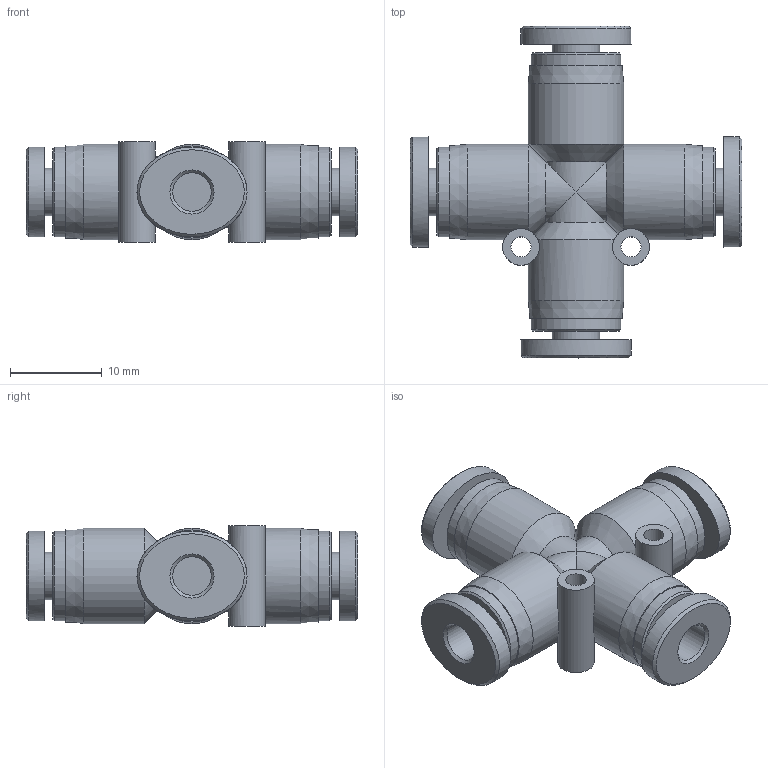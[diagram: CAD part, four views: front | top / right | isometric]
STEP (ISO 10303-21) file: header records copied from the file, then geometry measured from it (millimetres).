
FILE_DESCRIPTION((''),'2;1');
FILE_NAME('PZA 5_32.stp','2016-10-17T16:35:09',('Administrator'),(''),'Autodesk Inventor 2013','Autodesk Inventor 2013','');
FILE_SCHEMA(('CONFIG_CONTROL_DESIGN'));
Length unit declared in the file: millimetre
Products named in the file (3): PZA 5_32; NZA 04 BODY; SLEEVE N5_32L
Assembly tree (5 placements, depth 2):
  PZA 5_32
    NZA 04 BODY
    SLEEVE N5_32L  x4
Bounding box: 36.2 x 36.2 x 11 mm (x, y, z)
Volume: 4027.4 mm3; surface area: 4466.7 mm2
Topology: 5 solids, 5 shells, 88 faces, 157 edges, 87 vertices
Faces by surface type: cylinder 32, plane 28, cone 20, bspline 8
Full cylindrical faces by diameter (mm): 2.2 x2, 4 x2, 4.2 x8, 5.2 x4, 9.8 x4, 10.4 x4
Entity records: 1574 total; most frequent: CARTESIAN_POINT 452, DIRECTION 245, ORIENTED_EDGE 160, AXIS2_PLACEMENT_3D 118, EDGE_LOOP 91, EDGE_CURVE 80, FACE_OUTER_BOUND 55, ADVANCED_FACE 55
